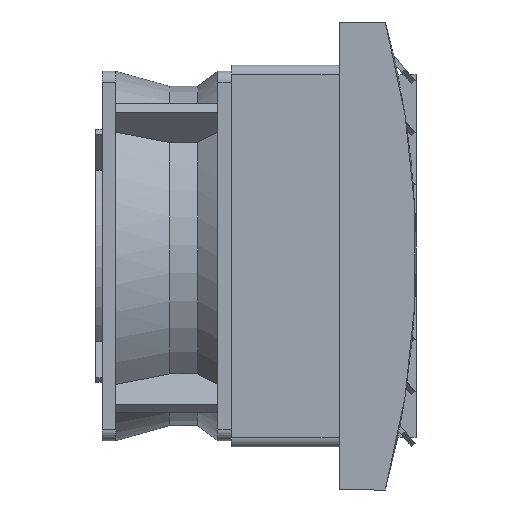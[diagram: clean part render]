
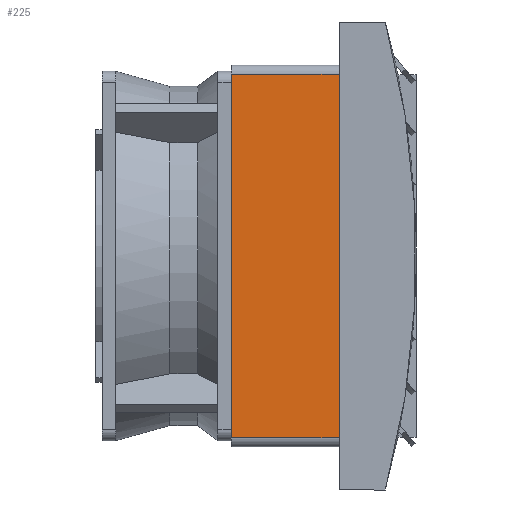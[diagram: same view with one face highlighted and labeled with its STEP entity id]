
A CAD part, left-side view. The second image highlights one B-rep face of the part: STEP entity #225.
In plain terms, the highlighted planar face has unit normal (-1, 0, 0).
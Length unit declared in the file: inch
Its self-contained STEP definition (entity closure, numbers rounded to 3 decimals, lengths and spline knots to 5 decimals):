
#32 = CARTESIAN_POINT ( 'NONE',  ( -2.44094, 0., 0. ) ) ;
#225 = ADVANCED_FACE ( 'NONE', ( #6110 ), #5467, .T. ) ;
#1868 = VERTEX_POINT ( 'NONE', #15894 ) ;
#1907 = VERTEX_POINT ( 'NONE', #10513 ) ;
#3488 = CARTESIAN_POINT ( 'NONE',  ( -2.44094, 0., 2.32283 ) ) ;
#3518 = LINE ( 'NONE', #15107, #3954 ) ;
#3954 = VECTOR ( 'NONE', #13652, 39.37008 ) ;
#4106 = DIRECTION ( 'NONE',  ( 0., 0., 1. ) ) ;
#4471 = VECTOR ( 'NONE', #12262, 39.37008 ) ;
#4587 = VERTEX_POINT ( 'NONE', #3488 ) ;
#5467 = PLANE ( 'NONE',  #16974 ) ;
#5630 = LINE ( 'NONE', #9399, #14427 ) ;
#5841 = EDGE_CURVE ( 'NONE', #4587, #1907, #5630, .T. ) ;
#6110 = FACE_OUTER_BOUND ( 'NONE', #12191, .T. ) ;
#7057 = ORIENTED_EDGE ( 'NONE', *, *, #11857, .T. ) ;
#7898 = EDGE_CURVE ( 'NONE', #1868, #13633, #14553, .T. ) ;
#8321 = ORIENTED_EDGE ( 'NONE', *, *, #7898, .T. ) ;
#9399 = CARTESIAN_POINT ( 'NONE',  ( -2.44094, 0., 2.32283 ) ) ;
#9563 = DIRECTION ( 'NONE',  ( -1., 0., 0. ) ) ;
#9987 = CARTESIAN_POINT ( 'NONE',  ( -2.44094, 0., -2.32283 ) ) ;
#10513 = CARTESIAN_POINT ( 'NONE',  ( -2.44094, 1.37795, 2.32283 ) ) ;
#11857 = EDGE_CURVE ( 'NONE', #1907, #1868, #3518, .T. ) ;
#12191 = EDGE_LOOP ( 'NONE', ( #15629, #14569, #7057, #8321 ) ) ;
#12262 = DIRECTION ( 'NONE',  ( 0., -1., 0. ) ) ;
#12322 = CARTESIAN_POINT ( 'NONE',  ( -2.44094, 0., -2.32283 ) ) ;
#13076 = CARTESIAN_POINT ( 'NONE',  ( -2.44094, 0., 0. ) ) ;
#13633 = VERTEX_POINT ( 'NONE', #9987 ) ;
#13652 = DIRECTION ( 'NONE',  ( 0., 0., -1. ) ) ;
#14427 = VECTOR ( 'NONE', #15259, 39.37008 ) ;
#14450 = DIRECTION ( 'NONE',  ( 0., 0., 1. ) ) ;
#14452 = EDGE_CURVE ( 'NONE', #13633, #4587, #16941, .T. ) ;
#14553 = LINE ( 'NONE', #12322, #4471 ) ;
#14569 = ORIENTED_EDGE ( 'NONE', *, *, #5841, .T. ) ;
#15107 = CARTESIAN_POINT ( 'NONE',  ( -2.44094, 1.37795, 0. ) ) ;
#15259 = DIRECTION ( 'NONE',  ( 0., 1., 0. ) ) ;
#15629 = ORIENTED_EDGE ( 'NONE', *, *, #14452, .T. ) ;
#15894 = CARTESIAN_POINT ( 'NONE',  ( -2.44094, 1.37795, -2.32283 ) ) ;
#16304 = VECTOR ( 'NONE', #14450, 39.37008 ) ;
#16941 = LINE ( 'NONE', #13076, #16304 ) ;
#16974 = AXIS2_PLACEMENT_3D ( 'NONE', #32, #9563, #4106 ) ;
